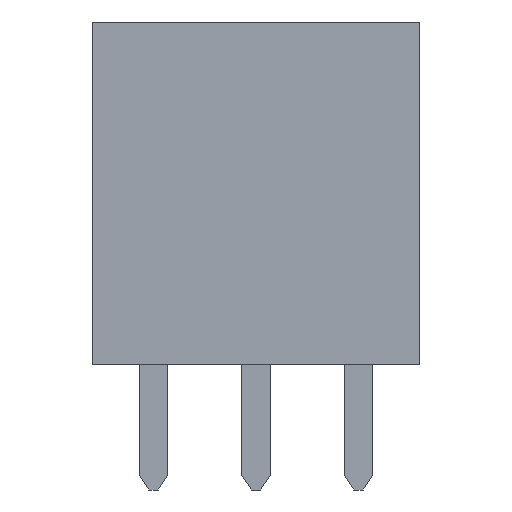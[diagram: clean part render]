
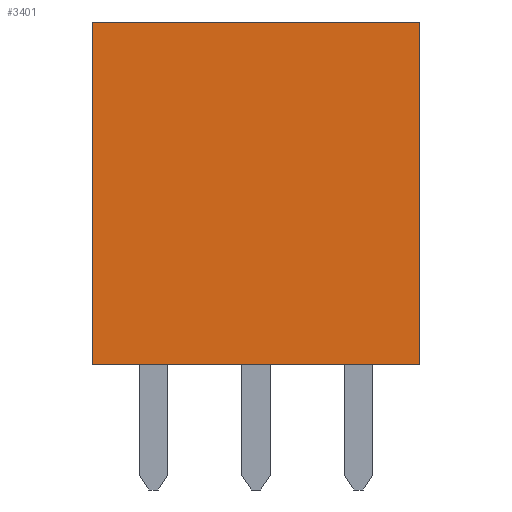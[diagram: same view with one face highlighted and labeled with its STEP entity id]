
A CAD part, front view. The second image highlights one B-rep face of the part: STEP entity #3401.
In plain terms, the highlighted planar face has unit normal (0, -1, 0).
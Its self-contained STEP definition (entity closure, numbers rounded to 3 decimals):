
#494=ORIENTED_EDGE('',*,*,#1052,.T.);
#495=ORIENTED_EDGE('',*,*,#1053,.T.);
#496=ORIENTED_EDGE('',*,*,#1040,.T.);
#497=ORIENTED_EDGE('',*,*,#1051,.T.);
#1040=EDGE_CURVE('',#1322,#1321,#1593,.T.);
#1051=EDGE_CURVE('',#1321,#1330,#1604,.T.);
#1052=EDGE_CURVE('',#1330,#1331,#1605,.T.);
#1053=EDGE_CURVE('',#1331,#1322,#1606,.T.);
#1321=VERTEX_POINT('',#4835);
#1322=VERTEX_POINT('',#4837);
#1330=VERTEX_POINT('',#4857);
#1331=VERTEX_POINT('',#4861);
#1593=LINE('',#4836,#1920);
#1604=LINE('',#4858,#1931);
#1605=LINE('',#4860,#1932);
#1606=LINE('',#4862,#1933);
#1920=VECTOR('',#4033,1000.);
#1931=VECTOR('',#4048,1000.);
#1932=VECTOR('',#4051,1000.);
#1933=VECTOR('',#4052,1000.);
#2069=EDGE_LOOP('',(#494,#495,#496,#497));
#2208=FACE_BOUND('',#2069,.T.);
#2347=PLANE('',#3553);
#3401=ADVANCED_FACE('',(#2208),#2347,.T.);
#3553=AXIS2_PLACEMENT_3D('',#4859,#4049,#4050);
#4033=DIRECTION('',(1.,0.,0.));
#4048=DIRECTION('',(0.,0.,1.));
#4049=DIRECTION('',(0.,-1.,0.));
#4050=DIRECTION('',(0.,0.,-1.));
#4051=DIRECTION('',(-1.,0.,0.));
#4052=DIRECTION('',(0.,0.,-1.));
#4835=CARTESIAN_POINT('',(4.06,-1.25,-4.25));
#4836=CARTESIAN_POINT('',(-4.06,-1.25,-4.25));
#4837=CARTESIAN_POINT('',(-4.06,-1.25,-4.25));
#4857=CARTESIAN_POINT('',(4.06,-1.25,4.25));
#4858=CARTESIAN_POINT('',(4.06,-1.25,-4.25));
#4859=CARTESIAN_POINT('',(0.,-1.25,0.));
#4860=CARTESIAN_POINT('',(4.06,-1.25,4.25));
#4861=CARTESIAN_POINT('',(-4.06,-1.25,4.25));
#4862=CARTESIAN_POINT('',(-4.06,-1.25,4.25));
